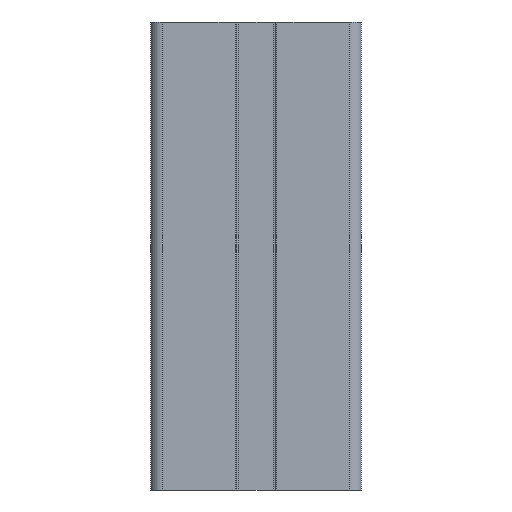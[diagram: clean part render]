
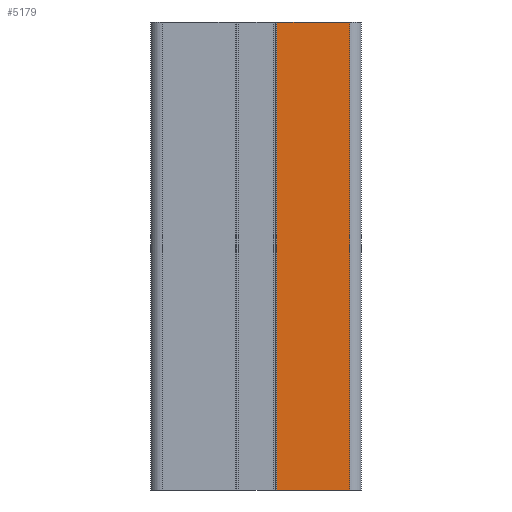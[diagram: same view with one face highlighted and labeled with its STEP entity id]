
A CAD part, left-side view. The second image highlights one B-rep face of the part: STEP entity #5179.
In plain terms, the highlighted planar face has unit normal (-1, 0, 0).
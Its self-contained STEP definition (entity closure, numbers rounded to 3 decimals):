
#627=FACE_OUTER_BOUND('',#889,.T.);
#889=EDGE_LOOP('',(#4215,#4216,#4217,#4218));
#1081=LINE('',#7652,#1613);
#1427=LINE('',#8662,#1959);
#1428=LINE('',#8664,#1960);
#1429=LINE('',#8665,#1961);
#1613=VECTOR('',#6127,100.);
#1959=VECTOR('',#7115,15.55);
#1960=VECTOR('',#7116,100.);
#1961=VECTOR('',#7117,15.55);
#2146=VERTEX_POINT('',#7646);
#2148=VERTEX_POINT('',#7650);
#2491=VERTEX_POINT('',#8661);
#2492=VERTEX_POINT('',#8663);
#2727=EDGE_CURVE('',#2146,#2148,#1081,.T.);
#3227=EDGE_CURVE('',#2491,#2148,#1427,.T.);
#3228=EDGE_CURVE('',#2491,#2492,#1428,.T.);
#3229=EDGE_CURVE('',#2492,#2146,#1429,.T.);
#4215=ORIENTED_EDGE('',*,*,#2727,.T.);
#4216=ORIENTED_EDGE('',*,*,#3227,.F.);
#4217=ORIENTED_EDGE('',*,*,#3228,.T.);
#4218=ORIENTED_EDGE('',*,*,#3229,.T.);
#4925=PLANE('',#5663);
#5179=ADVANCED_FACE('',(#627),#4925,.T.);
#5663=AXIS2_PLACEMENT_3D('',#8660,#7113,#7114);
#6127=DIRECTION('',(0.,0.,-1.));
#7113=DIRECTION('center_axis',(-1.,0.,0.));
#7114=DIRECTION('ref_axis',(0.,-1.,0.));
#7115=DIRECTION('',(0.,1.,0.));
#7116=DIRECTION('',(0.,0.,1.));
#7117=DIRECTION('',(0.,1.,0.));
#7646=CARTESIAN_POINT('',(-90.,-4.45,100.));
#7650=CARTESIAN_POINT('',(-90.,-4.45,0.));
#7652=CARTESIAN_POINT('',(-90.,-4.45,0.));
#8660=CARTESIAN_POINT('Origin',(-90.,20.,0.));
#8661=CARTESIAN_POINT('',(-90.,-20.,0.));
#8662=CARTESIAN_POINT('',(-90.,10.,0.));
#8663=CARTESIAN_POINT('',(-90.,-20.,100.));
#8664=CARTESIAN_POINT('',(-90.,-20.,0.));
#8665=CARTESIAN_POINT('',(-90.,10.,100.));
